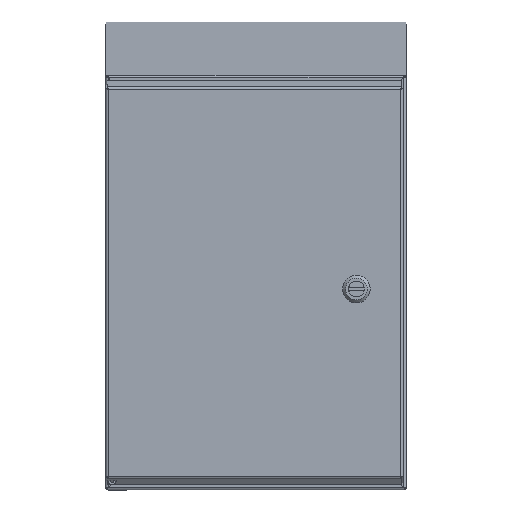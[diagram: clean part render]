
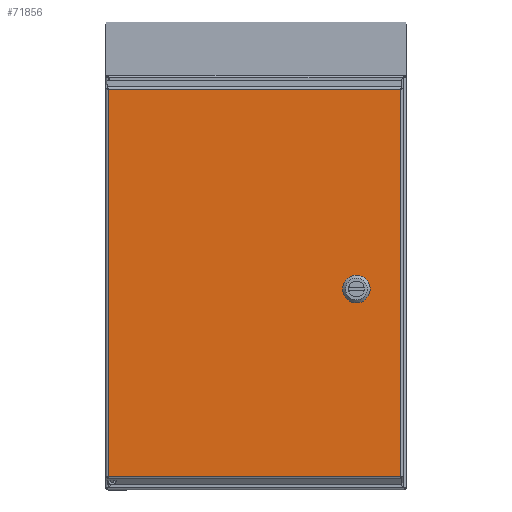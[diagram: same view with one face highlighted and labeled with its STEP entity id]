
A CAD part, top view. The second image highlights one B-rep face of the part: STEP entity #71856.
In plain terms, the highlighted planar face has unit normal (0, 0, 1).
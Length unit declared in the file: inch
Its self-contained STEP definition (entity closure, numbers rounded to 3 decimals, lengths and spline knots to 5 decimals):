
#265 = VERTEX_POINT ( 'NONE', #49309 ) ;
#447 = EDGE_LOOP ( 'NONE', ( #36882, #71794, #54666, #48380, #81126, #26184, #42020, #5253 ) ) ;
#1784 = VERTEX_POINT ( 'NONE', #40282 ) ;
#2641 = DIRECTION ( 'NONE',  ( -1., 0., 0. ) ) ;
#5253 = ORIENTED_EDGE ( 'NONE', *, *, #81075, .T. ) ;
#7032 = DIRECTION ( 'NONE',  ( 1., 0., 0. ) ) ;
#7454 = VECTOR ( 'NONE', #37159, 39.37008 ) ;
#8102 = DIRECTION ( 'NONE',  ( -1., 0., 0. ) ) ;
#8430 = CARTESIAN_POINT ( 'NONE',  ( 4.40082, -1.0893, 6.8865 ) ) ;
#9399 = CARTESIAN_POINT ( 'NONE',  ( 4.40082, -1.51643, 6.8865 ) ) ;
#9423 = VECTOR ( 'NONE', #2641, 39.37008 ) ;
#9748 = DIRECTION ( 'NONE',  ( 0., -1., 0. ) ) ;
#9988 = AXIS2_PLACEMENT_3D ( 'NONE', #81334, #67658, #7032 ) ;
#11833 = VECTOR ( 'NONE', #64946, 39.37008 ) ;
#12021 = EDGE_LOOP ( 'NONE', ( #59836, #39089, #38206, #53415 ) ) ;
#12125 = CARTESIAN_POINT ( 'NONE',  ( 3.60182, -1.51643, 6.8865 ) ) ;
#12752 = EDGE_CURVE ( 'NONE', #46649, #35056, #31698, .T. ) ;
#12982 = CARTESIAN_POINT ( 'NONE',  ( 5.77107, 6.67031, 6.8865 ) ) ;
#13966 = VECTOR ( 'NONE', #9748, 39.37008 ) ;
#15953 = VERTEX_POINT ( 'NONE', #12982 ) ;
#16241 = CARTESIAN_POINT ( 'NONE',  ( 4.00132, -1.30286, 6.8865 ) ) ;
#16498 = CIRCLE ( 'NONE', #40680, 0.453 ) ;
#17592 = EDGE_CURVE ( 'NONE', #24201, #40793, #16498, .T. ) ;
#17822 = FACE_BOUND ( 'NONE', #447, .T. ) ;
#19067 = DIRECTION ( 'NONE',  ( 0., 1., 0. ) ) ;
#19686 = CARTESIAN_POINT ( 'NONE',  ( 4.00129, -1.30291, 6.8865 ) ) ;
#20413 = PLANE ( 'NONE',  #9988 ) ;
#21786 = VERTEX_POINT ( 'NONE', #61830 ) ;
#22101 = LINE ( 'NONE', #71974, #34683 ) ;
#23449 = CARTESIAN_POINT ( 'NONE',  ( -5.89343, 6.67031, 6.8865 ) ) ;
#24201 = VERTEX_POINT ( 'NONE', #9399 ) ;
#24693 = EDGE_CURVE ( 'NONE', #1784, #29569, #47365, .T. ) ;
#25137 = EDGE_CURVE ( 'NONE', #70424, #265, #74593, .T. ) ;
#25948 = EDGE_CURVE ( 'NONE', #40793, #72155, #77658, .T. ) ;
#26184 = ORIENTED_EDGE ( 'NONE', *, *, #25948, .T. ) ;
#26436 = DIRECTION ( 'NONE',  ( -1., 0., 0. ) ) ;
#26677 = CARTESIAN_POINT ( 'NONE',  ( 4.00132, -1.30286, 6.8865 ) ) ;
#28721 = AXIS2_PLACEMENT_3D ( 'NONE', #55585, #49732, #36453 ) ;
#29048 = DIRECTION ( 'NONE',  ( -1., 0., 0. ) ) ;
#29486 = CARTESIAN_POINT ( 'NONE',  ( -0.06118, -1.70236, 6.8865 ) ) ;
#29569 = VERTEX_POINT ( 'NONE', #8430 ) ;
#31698 = LINE ( 'NONE', #35749, #13966 ) ;
#33728 = DIRECTION ( 'NONE',  ( 0., 0., -1. ) ) ;
#34286 = DIRECTION ( 'NONE',  ( -1., 0., 0. ) ) ;
#34647 = CARTESIAN_POINT ( 'NONE',  ( -0.06118, 6.67031, 6.8865 ) ) ;
#34683 = VECTOR ( 'NONE', #19067, 39.37008 ) ;
#35056 = VERTEX_POINT ( 'NONE', #53942 ) ;
#35699 = CARTESIAN_POINT ( 'NONE',  ( 4.21488, -1.70236, 6.8865 ) ) ;
#35749 = CARTESIAN_POINT ( 'NONE',  ( -5.89343, -1.05286, 6.8865 ) ) ;
#36453 = DIRECTION ( 'NONE',  ( -1., 0., 0. ) ) ;
#36882 = ORIENTED_EDGE ( 'NONE', *, *, #25137, .T. ) ;
#37159 = DIRECTION ( 'NONE',  ( 1., 0., 0. ) ) ;
#37999 = CARTESIAN_POINT ( 'NONE',  ( 3.78776, -1.70236, 6.8865 ) ) ;
#38206 = ORIENTED_EDGE ( 'NONE', *, *, #58068, .T. ) ;
#39089 = ORIENTED_EDGE ( 'NONE', *, *, #12752, .T. ) ;
#39805 = VECTOR ( 'NONE', #55286, 39.37008 ) ;
#40282 = CARTESIAN_POINT ( 'NONE',  ( 4.21494, -0.90336, 6.8865 ) ) ;
#40680 = AXIS2_PLACEMENT_3D ( 'NONE', #26677, #33728, #34286 ) ;
#40793 = VERTEX_POINT ( 'NONE', #35699 ) ;
#40899 = EDGE_CURVE ( 'NONE', #265, #1784, #78857, .T. ) ;
#40963 = LINE ( 'NONE', #34647, #41069 ) ;
#41069 = VECTOR ( 'NONE', #8102, 39.37008 ) ;
#42020 = ORIENTED_EDGE ( 'NONE', *, *, #72010, .T. ) ;
#43185 = DIRECTION ( 'NONE',  ( 0., 0., -1. ) ) ;
#45298 = CARTESIAN_POINT ( 'NONE',  ( 3.60182, -1.05286, 6.8865 ) ) ;
#45501 = LINE ( 'NONE', #80291, #72897 ) ;
#46064 = DIRECTION ( 'NONE',  ( 1., 0., 0. ) ) ;
#46649 = VERTEX_POINT ( 'NONE', #23449 ) ;
#47365 = CIRCLE ( 'NONE', #28721, 0.453 ) ;
#48380 = ORIENTED_EDGE ( 'NONE', *, *, #75606, .T. ) ;
#49309 = CARTESIAN_POINT ( 'NONE',  ( 3.78782, -0.90336, 6.8865 ) ) ;
#49732 = DIRECTION ( 'NONE',  ( 0., 0., -1. ) ) ;
#49737 = CARTESIAN_POINT ( 'NONE',  ( 4.40082, -1.05286, 6.8865 ) ) ;
#51119 = EDGE_CURVE ( 'NONE', #15953, #46649, #40963, .T. ) ;
#51434 = EDGE_CURVE ( 'NONE', #21786, #15953, #22101, .T. ) ;
#53415 = ORIENTED_EDGE ( 'NONE', *, *, #51434, .T. ) ;
#53942 = CARTESIAN_POINT ( 'NONE',  ( -5.89343, -8.77604, 6.8865 ) ) ;
#54666 = ORIENTED_EDGE ( 'NONE', *, *, #24693, .T. ) ;
#55286 = DIRECTION ( 'NONE',  ( 0., -1., 0. ) ) ;
#55585 = CARTESIAN_POINT ( 'NONE',  ( 4.00129, -1.30282, 6.8865 ) ) ;
#55915 = LINE ( 'NONE', #45298, #11833 ) ;
#57654 = LINE ( 'NONE', #49737, #39805 ) ;
#58058 = AXIS2_PLACEMENT_3D ( 'NONE', #19686, #73496, #26436 ) ;
#58068 = EDGE_CURVE ( 'NONE', #35056, #21786, #45501, .T. ) ;
#59836 = ORIENTED_EDGE ( 'NONE', *, *, #51119, .T. ) ;
#60508 = AXIS2_PLACEMENT_3D ( 'NONE', #16241, #43185, #29048 ) ;
#60811 = FACE_OUTER_BOUND ( 'NONE', #12021, .T. ) ;
#61830 = CARTESIAN_POINT ( 'NONE',  ( 5.77107, -8.77604, 6.8865 ) ) ;
#64946 = DIRECTION ( 'NONE',  ( 0., 1., 0. ) ) ;
#67658 = DIRECTION ( 'NONE',  ( 0., 0., 1. ) ) ;
#70137 = CARTESIAN_POINT ( 'NONE',  ( 3.60182, -1.0893, 6.8865 ) ) ;
#70424 = VERTEX_POINT ( 'NONE', #70137 ) ;
#71350 = CIRCLE ( 'NONE', #60508, 0.453 ) ;
#71794 = ORIENTED_EDGE ( 'NONE', *, *, #40899, .T. ) ;
#71856 = ADVANCED_FACE ( 'NONE', ( #17822, #60811 ), #20413, .T. ) ;
#71974 = CARTESIAN_POINT ( 'NONE',  ( 5.77107, -1.05286, 6.8865 ) ) ;
#72010 = EDGE_CURVE ( 'NONE', #72155, #82854, #71350, .T. ) ;
#72155 = VERTEX_POINT ( 'NONE', #37999 ) ;
#72897 = VECTOR ( 'NONE', #46064, 39.37008 ) ;
#73496 = DIRECTION ( 'NONE',  ( 0., 0., -1. ) ) ;
#74593 = CIRCLE ( 'NONE', #58058, 0.453 ) ;
#75606 = EDGE_CURVE ( 'NONE', #29569, #24201, #57654, .T. ) ;
#76940 = CARTESIAN_POINT ( 'NONE',  ( -0.06118, -0.90336, 6.8865 ) ) ;
#77658 = LINE ( 'NONE', #29486, #9423 ) ;
#78857 = LINE ( 'NONE', #76940, #7454 ) ;
#80291 = CARTESIAN_POINT ( 'NONE',  ( -0.06118, -8.77604, 6.8865 ) ) ;
#81075 = EDGE_CURVE ( 'NONE', #82854, #70424, #55915, .T. ) ;
#81126 = ORIENTED_EDGE ( 'NONE', *, *, #17592, .T. ) ;
#81334 = CARTESIAN_POINT ( 'NONE',  ( -0.06118, -1.05286, 6.8865 ) ) ;
#82854 = VERTEX_POINT ( 'NONE', #12125 ) ;
